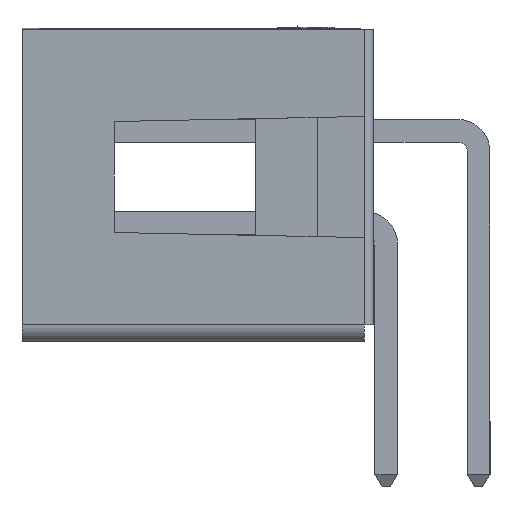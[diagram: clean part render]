
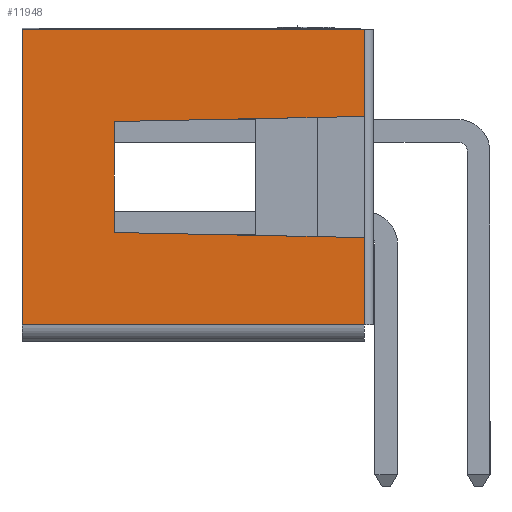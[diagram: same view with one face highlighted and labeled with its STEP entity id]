
A CAD part, left-side view. The second image highlights one B-rep face of the part: STEP entity #11948.
In plain terms, the highlighted planar face has unit normal (-1, 0, 0).
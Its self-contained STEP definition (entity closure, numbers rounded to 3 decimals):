
#11491=CARTESIAN_POINT('',(-44.298,1.882,8.585));
#11492=VERTEX_POINT('',#11491);
#11547=CARTESIAN_POINT('',(-44.298,11.28,8.585));
#11548=VERTEX_POINT('',#11547);
#11555=CARTESIAN_POINT('',(-44.298,1.882,8.585));
#11556=DIRECTION('',(0.0,1.0,0.0));
#11557=VECTOR('',#11556,9.398);
#11558=LINE('',#11555,#11557);
#11559=EDGE_CURVE('',#11492,#11548,#11558,.T.);
#11620=CARTESIAN_POINT('',(-44.298,1.882,6.185));
#11621=VERTEX_POINT('',#11620);
#11622=CARTESIAN_POINT('',(-44.298,1.882,6.185));
#11623=DIRECTION('',(0.0,0.0,1.0));
#11624=VECTOR('',#11623,2.4);
#11625=LINE('',#11622,#11624);
#11626=EDGE_CURVE('',#11621,#11492,#11625,.T.);
#11644=CARTESIAN_POINT('',(-44.298,1.882,2.857));
#11645=VERTEX_POINT('',#11644);
#11652=CARTESIAN_POINT('',(-44.298,1.882,0.457));
#11653=VERTEX_POINT('',#11652);
#11654=CARTESIAN_POINT('',(-44.298,1.882,0.457));
#11655=DIRECTION('',(0.0,0.0,1.0));
#11656=VECTOR('',#11655,2.4);
#11657=LINE('',#11654,#11656);
#11658=EDGE_CURVE('',#11653,#11645,#11657,.T.);
#11823=CARTESIAN_POINT('',(-44.298,11.28,0.457));
#11824=VERTEX_POINT('',#11823);
#11831=CARTESIAN_POINT('',(-44.298,11.28,0.457));
#11832=DIRECTION('',(0.0,0.0,1.0));
#11833=VECTOR('',#11832,8.128);
#11834=LINE('',#11831,#11833);
#11835=EDGE_CURVE('',#11824,#11548,#11834,.T.);
#11909=CARTESIAN_POINT('',(-44.298,11.75,0.051));
#11910=DIRECTION('',(-1.0,0.0,0.0));
#11911=DIRECTION('',(0.0,-1.0,0.0));
#11912=AXIS2_PLACEMENT_3D('',#11909,#11910,#11911);
#11913=PLANE('',#11912);
#11914=ORIENTED_EDGE('',*,*,#11559,.T.);
#11915=ORIENTED_EDGE('',*,*,#11835,.F.);
#11916=CARTESIAN_POINT('',(-44.298,11.28,0.457));
#11917=DIRECTION('',(0.0,-1.0,0.0));
#11918=VECTOR('',#11917,9.398);
#11919=LINE('',#11916,#11918);
#11920=EDGE_CURVE('',#11824,#11653,#11919,.T.);
#11921=ORIENTED_EDGE('',*,*,#11920,.T.);
#11922=ORIENTED_EDGE('',*,*,#11658,.T.);
#11923=CARTESIAN_POINT('',(-44.298,8.74,2.997));
#11924=VERTEX_POINT('',#11923);
#11925=CARTESIAN_POINT('',(-44.298,8.74,2.997));
#11926=DIRECTION('',(0.0,-1.,-0.02));
#11927=VECTOR('',#11926,6.859);
#11928=LINE('',#11925,#11927);
#11929=EDGE_CURVE('',#11924,#11645,#11928,.T.);
#11930=ORIENTED_EDGE('',*,*,#11929,.F.);
#11931=CARTESIAN_POINT('',(-44.298,8.74,6.045));
#11932=VERTEX_POINT('',#11931);
#11933=CARTESIAN_POINT('',(-44.298,8.74,2.997));
#11934=DIRECTION('',(0.0,0.0,1.0));
#11935=VECTOR('',#11934,3.048);
#11936=LINE('',#11933,#11935);
#11937=EDGE_CURVE('',#11924,#11932,#11936,.T.);
#11938=ORIENTED_EDGE('',*,*,#11937,.T.);
#11939=CARTESIAN_POINT('',(-44.298,1.882,6.185));
#11940=DIRECTION('',(0.0,1.,-0.02));
#11941=VECTOR('',#11940,6.859);
#11942=LINE('',#11939,#11941);
#11943=EDGE_CURVE('',#11621,#11932,#11942,.T.);
#11944=ORIENTED_EDGE('',*,*,#11943,.F.);
#11945=ORIENTED_EDGE('',*,*,#11626,.T.);
#11946=EDGE_LOOP('',(#11914,#11915,#11921,#11922,#11930,#11938,#11944,#11945));
#11947=FACE_OUTER_BOUND('',#11946,.T.);
#11948=ADVANCED_FACE('',(#11947),#11913,.T.);
